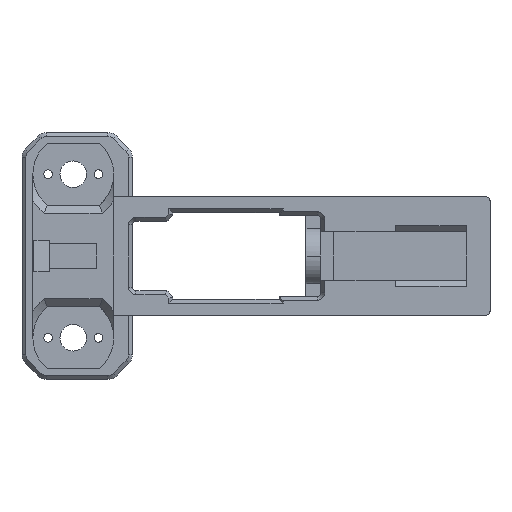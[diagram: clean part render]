
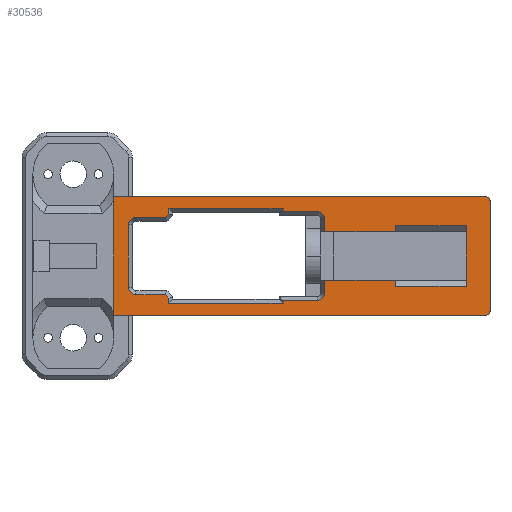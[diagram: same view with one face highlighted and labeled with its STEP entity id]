
A CAD part, front view. The second image highlights one B-rep face of the part: STEP entity #30536.
In plain terms, the highlighted planar face has unit normal (0, -1, 0).
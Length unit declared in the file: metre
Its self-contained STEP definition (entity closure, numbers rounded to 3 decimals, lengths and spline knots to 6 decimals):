
#936=CIRCLE('',#32291,0.001);
#937=CIRCLE('',#32292,0.001);
#938=CIRCLE('',#32293,0.0019);
#939=CIRCLE('',#32294,0.0019);
#940=CIRCLE('',#32295,0.0019);
#941=CIRCLE('',#32296,0.0019);
#2910=ORIENTED_EDGE('',*,*,#11229,.T.);
#2911=ORIENTED_EDGE('',*,*,#11282,.F.);
#2912=ORIENTED_EDGE('',*,*,#11283,.F.);
#2913=ORIENTED_EDGE('',*,*,#11284,.T.);
#2914=ORIENTED_EDGE('',*,*,#11218,.F.);
#2915=ORIENTED_EDGE('',*,*,#10297,.T.);
#2916=ORIENTED_EDGE('',*,*,#11285,.F.);
#2917=ORIENTED_EDGE('',*,*,#11286,.F.);
#2918=ORIENTED_EDGE('',*,*,#11287,.T.);
#2919=ORIENTED_EDGE('',*,*,#11288,.T.);
#2920=ORIENTED_EDGE('',*,*,#11289,.T.);
#2921=ORIENTED_EDGE('',*,*,#11290,.T.);
#2922=ORIENTED_EDGE('',*,*,#11291,.T.);
#2923=ORIENTED_EDGE('',*,*,#11292,.T.);
#2924=ORIENTED_EDGE('',*,*,#11293,.T.);
#2925=ORIENTED_EDGE('',*,*,#11294,.T.);
#2926=ORIENTED_EDGE('',*,*,#11295,.T.);
#2927=ORIENTED_EDGE('',*,*,#11296,.T.);
#2928=ORIENTED_EDGE('',*,*,#11297,.T.);
#2929=ORIENTED_EDGE('',*,*,#11298,.T.);
#2930=ORIENTED_EDGE('',*,*,#11299,.T.);
#2931=ORIENTED_EDGE('',*,*,#11300,.T.);
#2932=ORIENTED_EDGE('',*,*,#11301,.T.);
#2933=ORIENTED_EDGE('',*,*,#11302,.T.);
#2934=ORIENTED_EDGE('',*,*,#11303,.T.);
#2935=ORIENTED_EDGE('',*,*,#11304,.T.);
#2936=ORIENTED_EDGE('',*,*,#11305,.T.);
#2937=ORIENTED_EDGE('',*,*,#11306,.T.);
#2938=ORIENTED_EDGE('',*,*,#11307,.F.);
#2939=ORIENTED_EDGE('',*,*,#11308,.T.);
#2940=ORIENTED_EDGE('',*,*,#11309,.T.);
#2941=ORIENTED_EDGE('',*,*,#11310,.F.);
#10297=EDGE_CURVE('',#14844,#14857,#17874,.T.);
#11218=EDGE_CURVE('',#14844,#15456,#18385,.T.);
#11229=EDGE_CURVE('',#14857,#15465,#18392,.T.);
#11282=EDGE_CURVE('',#15494,#15465,#936,.T.);
#11283=EDGE_CURVE('',#15495,#15494,#18417,.T.);
#11284=EDGE_CURVE('',#15495,#15456,#937,.T.);
#11285=EDGE_CURVE('',#15496,#15497,#18418,.T.);
#11286=EDGE_CURVE('',#15498,#15496,#18419,.T.);
#11287=EDGE_CURVE('',#15498,#15499,#18420,.T.);
#11288=EDGE_CURVE('',#15499,#15500,#938,.T.);
#11289=EDGE_CURVE('',#15500,#15501,#18421,.T.);
#11290=EDGE_CURVE('',#15501,#15502,#18422,.T.);
#11291=EDGE_CURVE('',#15502,#15503,#18423,.T.);
#11292=EDGE_CURVE('',#15503,#15504,#18424,.T.);
#11293=EDGE_CURVE('',#15504,#15505,#18425,.T.);
#11294=EDGE_CURVE('',#15505,#15506,#18426,.T.);
#11295=EDGE_CURVE('',#15506,#15507,#939,.T.);
#11296=EDGE_CURVE('',#15507,#15508,#18427,.T.);
#11297=EDGE_CURVE('',#15508,#15509,#940,.T.);
#11298=EDGE_CURVE('',#15509,#15510,#18428,.T.);
#11299=EDGE_CURVE('',#15510,#15511,#18429,.T.);
#11300=EDGE_CURVE('',#15511,#15512,#18430,.T.);
#11301=EDGE_CURVE('',#15512,#15513,#18431,.T.);
#11302=EDGE_CURVE('',#15513,#15514,#18432,.T.);
#11303=EDGE_CURVE('',#15514,#15515,#18433,.T.);
#11304=EDGE_CURVE('',#15515,#15516,#941,.T.);
#11305=EDGE_CURVE('',#15516,#15517,#18434,.T.);
#11306=EDGE_CURVE('',#15517,#15518,#18435,.T.);
#11307=EDGE_CURVE('',#15519,#15518,#18436,.T.);
#11308=EDGE_CURVE('',#15519,#15520,#18437,.T.);
#11309=EDGE_CURVE('',#15520,#15521,#18438,.T.);
#11310=EDGE_CURVE('',#15497,#15521,#18439,.T.);
#14844=VERTEX_POINT('',#41184);
#14857=VERTEX_POINT('',#41218);
#15456=VERTEX_POINT('',#45959);
#15465=VERTEX_POINT('',#45985);
#15494=VERTEX_POINT('',#46117);
#15495=VERTEX_POINT('',#46119);
#15496=VERTEX_POINT('',#46122);
#15497=VERTEX_POINT('',#46123);
#15498=VERTEX_POINT('',#46125);
#15499=VERTEX_POINT('',#46127);
#15500=VERTEX_POINT('',#46129);
#15501=VERTEX_POINT('',#46131);
#15502=VERTEX_POINT('',#46133);
#15503=VERTEX_POINT('',#46135);
#15504=VERTEX_POINT('',#46137);
#15505=VERTEX_POINT('',#46139);
#15506=VERTEX_POINT('',#46141);
#15507=VERTEX_POINT('',#46143);
#15508=VERTEX_POINT('',#46145);
#15509=VERTEX_POINT('',#46147);
#15510=VERTEX_POINT('',#46149);
#15511=VERTEX_POINT('',#46151);
#15512=VERTEX_POINT('',#46153);
#15513=VERTEX_POINT('',#46155);
#15514=VERTEX_POINT('',#46157);
#15515=VERTEX_POINT('',#46159);
#15516=VERTEX_POINT('',#46161);
#15517=VERTEX_POINT('',#46163);
#15518=VERTEX_POINT('',#46165);
#15519=VERTEX_POINT('',#46167);
#15520=VERTEX_POINT('',#46169);
#15521=VERTEX_POINT('',#46171);
#17874=LINE('',#41219,#21717);
#18385=LINE('',#45958,#22228);
#18392=LINE('',#45986,#22235);
#18417=LINE('',#46118,#22260);
#18418=LINE('',#46121,#22261);
#18419=LINE('',#46124,#22262);
#18420=LINE('',#46126,#22263);
#18421=LINE('',#46130,#22264);
#18422=LINE('',#46132,#22265);
#18423=LINE('',#46134,#22266);
#18424=LINE('',#46136,#22267);
#18425=LINE('',#46138,#22268);
#18426=LINE('',#46140,#22269);
#18427=LINE('',#46144,#22270);
#18428=LINE('',#46148,#22271);
#18429=LINE('',#46150,#22272);
#18430=LINE('',#46152,#22273);
#18431=LINE('',#46154,#22274);
#18432=LINE('',#46156,#22275);
#18433=LINE('',#46158,#22276);
#18434=LINE('',#46162,#22277);
#18435=LINE('',#46164,#22278);
#18436=LINE('',#46166,#22279);
#18437=LINE('',#46168,#22280);
#18438=LINE('',#46170,#22281);
#18439=LINE('',#46172,#22282);
#21717=VECTOR('',#33721,1.);
#22228=VECTOR('',#35078,1.);
#22235=VECTOR('',#35091,1.);
#22260=VECTOR('',#35200,1.);
#22261=VECTOR('',#35203,1.);
#22262=VECTOR('',#35204,1.);
#22263=VECTOR('',#35205,1.);
#22264=VECTOR('',#35208,1.);
#22265=VECTOR('',#35209,1.);
#22266=VECTOR('',#35210,1.);
#22267=VECTOR('',#35211,1.);
#22268=VECTOR('',#35212,1.);
#22269=VECTOR('',#35213,1.);
#22270=VECTOR('',#35216,1.);
#22271=VECTOR('',#35219,1.);
#22272=VECTOR('',#35220,1.);
#22273=VECTOR('',#35221,1.);
#22274=VECTOR('',#35222,1.);
#22275=VECTOR('',#35223,1.);
#22276=VECTOR('',#35224,1.);
#22277=VECTOR('',#35227,1.);
#22278=VECTOR('',#35228,1.);
#22279=VECTOR('',#35229,1.);
#22280=VECTOR('',#35230,1.);
#22281=VECTOR('',#35231,1.);
#22282=VECTOR('',#35232,1.);
#25873=EDGE_LOOP('',(#2910,#2911,#2912,#2913,#2914,#2915));
#25874=EDGE_LOOP('',(#2916,#2917,#2918,#2919,#2920,#2921,#2922,#2923,#2924,
#2925,#2926,#2927,#2928,#2929,#2930,#2931,#2932,#2933,#2934,#2935,#2936,
#2937,#2938,#2939,#2940,#2941));
#27575=FACE_BOUND('',#25873,.T.);
#27576=FACE_BOUND('',#25874,.T.);
#29073=PLANE('',#32290);
#30536=ADVANCED_FACE('',(#27575,#27576),#29073,.T.);
#32290=AXIS2_PLACEMENT_3D('',#46115,#35196,#35197);
#32291=AXIS2_PLACEMENT_3D('',#46116,#35198,#35199);
#32292=AXIS2_PLACEMENT_3D('',#46120,#35201,#35202);
#32293=AXIS2_PLACEMENT_3D('',#46128,#35206,#35207);
#32294=AXIS2_PLACEMENT_3D('',#46142,#35214,#35215);
#32295=AXIS2_PLACEMENT_3D('',#46146,#35217,#35218);
#32296=AXIS2_PLACEMENT_3D('',#46160,#35225,#35226);
#33721=DIRECTION('',(0.,0.,-1.));
#35078=DIRECTION('',(1.,0.,0.));
#35091=DIRECTION('',(1.,0.,0.));
#35196=DIRECTION('',(0.,-1.,0.));
#35197=DIRECTION('',(0.,0.,-1.));
#35198=DIRECTION('',(0.,1.,0.));
#35199=DIRECTION('',(0.,0.,-1.));
#35200=DIRECTION('',(0.,0.,-1.));
#35201=DIRECTION('',(0.,-1.,0.));
#35202=DIRECTION('',(0.,0.,-1.));
#35203=DIRECTION('',(0.,0.,-1.));
#35204=DIRECTION('',(1.,0.,0.));
#35205=DIRECTION('',(0.,0.,-1.));
#35206=DIRECTION('',(0.,1.,0.));
#35207=DIRECTION('',(0.,0.,-1.));
#35208=DIRECTION('',(-1.,0.,0.));
#35209=DIRECTION('',(0.,0.,-1.));
#35210=DIRECTION('',(-1.,0.,0.));
#35211=DIRECTION('',(0.,0.,1.));
#35212=DIRECTION('',(-0.707,0.,0.707));
#35213=DIRECTION('',(-1.,0.,0.));
#35214=DIRECTION('',(0.,1.,0.));
#35215=DIRECTION('',(0.,0.,-1.));
#35216=DIRECTION('',(0.,0.,1.));
#35217=DIRECTION('',(0.,1.,0.));
#35218=DIRECTION('',(0.,0.,-1.));
#35219=DIRECTION('',(1.,0.,0.));
#35220=DIRECTION('',(0.707,0.,0.707));
#35221=DIRECTION('',(0.,0.,1.));
#35222=DIRECTION('',(1.,0.,0.));
#35223=DIRECTION('',(0.,0.,-1.));
#35224=DIRECTION('',(1.,0.,0.));
#35225=DIRECTION('',(0.,1.,0.));
#35226=DIRECTION('',(0.,0.,-1.));
#35227=DIRECTION('',(0.,0.,-1.));
#35228=DIRECTION('',(1.,0.,0.));
#35229=DIRECTION('',(0.,0.,-1.));
#35230=DIRECTION('',(1.,0.,0.));
#35231=DIRECTION('',(0.,0.,-1.));
#35232=DIRECTION('',(1.,0.,0.));
#41184=CARTESIAN_POINT('',(0.0055,-0.0115,0.015));
#41218=CARTESIAN_POINT('',(0.0055,-0.0115,-0.015));
#41219=CARTESIAN_POINT('',(0.0055,-0.0115,0.));
#45958=CARTESIAN_POINT('',(0.,-0.0115,0.015));
#45959=CARTESIAN_POINT('',(0.1,-0.0115,0.015));
#45985=CARTESIAN_POINT('',(0.1,-0.0115,-0.015));
#45986=CARTESIAN_POINT('',(0.,-0.0115,-0.015));
#46115=CARTESIAN_POINT('',(0.,-0.0115,0.));
#46116=CARTESIAN_POINT('',(0.1,-0.0115,-0.014));
#46117=CARTESIAN_POINT('',(0.101,-0.0115,-0.014));
#46118=CARTESIAN_POINT('',(0.101,-0.0115,0.));
#46119=CARTESIAN_POINT('',(0.101,-0.0115,0.014));
#46120=CARTESIAN_POINT('',(0.1,-0.0115,0.014));
#46121=CARTESIAN_POINT('',(0.077,-0.0115,0.));
#46122=CARTESIAN_POINT('',(0.077,-0.0115,-0.006125));
#46123=CARTESIAN_POINT('',(0.077,-0.0115,-0.007723));
#46124=CARTESIAN_POINT('',(0.,-0.0115,-0.006125));
#46125=CARTESIAN_POINT('',(0.05905,-0.0115,-0.006125));
#46126=CARTESIAN_POINT('',(0.05905,-0.0115,0.));
#46127=CARTESIAN_POINT('',(0.05905,-0.0115,-0.009375));
#46128=CARTESIAN_POINT('',(0.05715,-0.0115,-0.009375));
#46129=CARTESIAN_POINT('',(0.05715,-0.0115,-0.011275));
#46130=CARTESIAN_POINT('',(0.,-0.0115,-0.011275));
#46131=CARTESIAN_POINT('',(0.048484,-0.0115,-0.011275));
#46132=CARTESIAN_POINT('',(0.048484,-0.0115,-0.011));
#46133=CARTESIAN_POINT('',(0.048484,-0.0115,-0.012));
#46134=CARTESIAN_POINT('',(0.020484,-0.0115,-0.012));
#46135=CARTESIAN_POINT('',(0.019484,-0.0115,-0.012));
#46136=CARTESIAN_POINT('',(0.019484,-0.0115,0.));
#46137=CARTESIAN_POINT('',(0.019484,-0.0115,-0.010689));
#46138=CARTESIAN_POINT('',(0.004398,-0.0115,0.004398));
#46139=CARTESIAN_POINT('',(0.018595,-0.0115,-0.0098));
#46140=CARTESIAN_POINT('',(0.01115,-0.0115,-0.0098));
#46141=CARTESIAN_POINT('',(0.01115,-0.0115,-0.0098));
#46142=CARTESIAN_POINT('',(0.01115,-0.0115,-0.0079));
#46143=CARTESIAN_POINT('',(0.00925,-0.0115,-0.0079));
#46144=CARTESIAN_POINT('',(0.00925,-0.0115,0.));
#46145=CARTESIAN_POINT('',(0.00925,-0.0115,0.0079));
#46146=CARTESIAN_POINT('',(0.01115,-0.0115,0.0079));
#46147=CARTESIAN_POINT('',(0.01115,-0.0115,0.0098));
#46148=CARTESIAN_POINT('',(0.,-0.0115,0.0098));
#46149=CARTESIAN_POINT('',(0.018595,-0.0115,0.0098));
#46150=CARTESIAN_POINT('',(0.004398,-0.0115,-0.004398));
#46151=CARTESIAN_POINT('',(0.019484,-0.0115,0.010689));
#46152=CARTESIAN_POINT('',(0.019484,-0.0115,0.));
#46153=CARTESIAN_POINT('',(0.019484,-0.0115,0.012));
#46154=CARTESIAN_POINT('',(0.,-0.0115,0.012));
#46155=CARTESIAN_POINT('',(0.048484,-0.0115,0.012));
#46156=CARTESIAN_POINT('',(0.048484,-0.0115,0.010275));
#46157=CARTESIAN_POINT('',(0.048484,-0.0115,0.011275));
#46158=CARTESIAN_POINT('',(0.,-0.0115,0.011275));
#46159=CARTESIAN_POINT('',(0.05715,-0.0115,0.011275));
#46160=CARTESIAN_POINT('',(0.05715,-0.0115,0.009375));
#46161=CARTESIAN_POINT('',(0.05905,-0.0115,0.009375));
#46162=CARTESIAN_POINT('',(0.05905,-0.0115,0.));
#46163=CARTESIAN_POINT('',(0.05905,-0.0115,0.006125));
#46164=CARTESIAN_POINT('',(0.,-0.0115,0.006125));
#46165=CARTESIAN_POINT('',(0.077,-0.0115,0.006125));
#46166=CARTESIAN_POINT('',(0.077,-0.0115,0.));
#46167=CARTESIAN_POINT('',(0.077,-0.0115,0.007723));
#46168=CARTESIAN_POINT('',(0.,-0.0115,0.007723));
#46169=CARTESIAN_POINT('',(0.095,-0.0115,0.007723));
#46170=CARTESIAN_POINT('',(0.095,-0.0115,0.));
#46171=CARTESIAN_POINT('',(0.095,-0.0115,-0.007723));
#46172=CARTESIAN_POINT('',(0.071,-0.0115,-0.007723));
